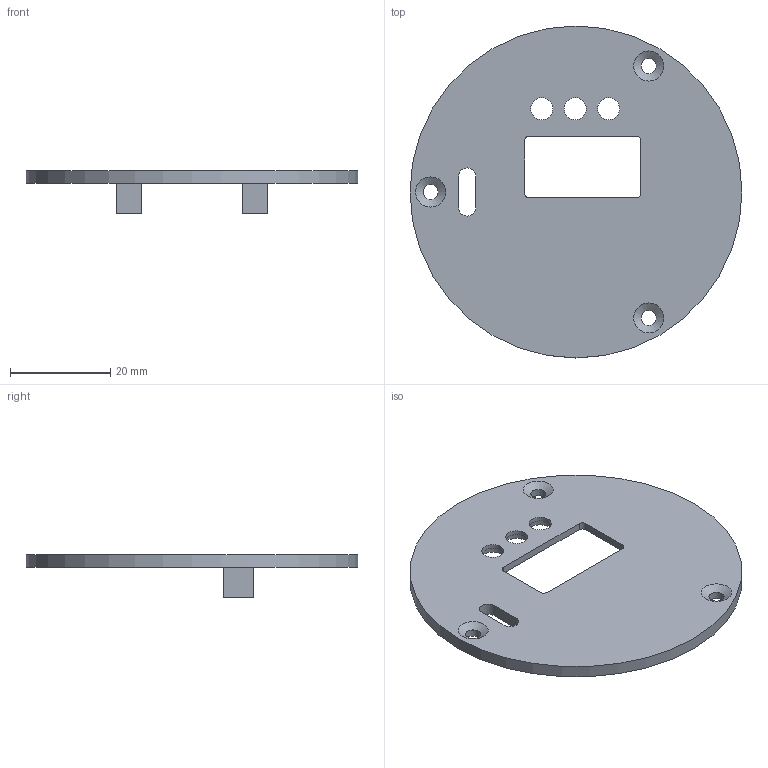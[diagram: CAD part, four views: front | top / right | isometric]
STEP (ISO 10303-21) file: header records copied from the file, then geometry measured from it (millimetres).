
FILE_DESCRIPTION(/* description */ (''),/* implementation_level */ '2;1');
FILE_NAME(/* name */ '电池仓尾部显示面板.stp',/* time_stamp */ '2025-04-23T15:03:29+08:00',/* author */ (''),/* organization */ (''),/* preprocessor_version */ 'ST-DEVELOPER v16.7',/* originating_system */ 'SIEMENS PLM Software NX 12.0',/* authorisation */ '');
FILE_SCHEMA (('AUTOMOTIVE_DESIGN { 1 0 10303 214 3 1 1 1 }'));
Length unit declared in the file: millimetre
Products named in the file (1): 电池仓 显示
Bounding box: 66.2 x 66.2 x 8.5 mm (x, y, z)
Volume: 7801.8 mm3; surface area: 7331.9 mm2
Topology: 1 solids, 1 shells, 52 faces, 129 edges, 88 vertices
Faces by surface type: plane 29, cylinder 20, cone 3
Full cylindrical faces by diameter (mm): 3 x3, 4.4 x3, 6.2 x3, 66.2 x1
Entity records: 1504 total; most frequent: DIRECTION 262, CARTESIAN_POINT 245, ORIENTED_EDGE 220, EDGE_CURVE 110, AXIS2_PLACEMENT_3D 99, EDGE_LOOP 90, VERTEX_POINT 82, LINE 64
